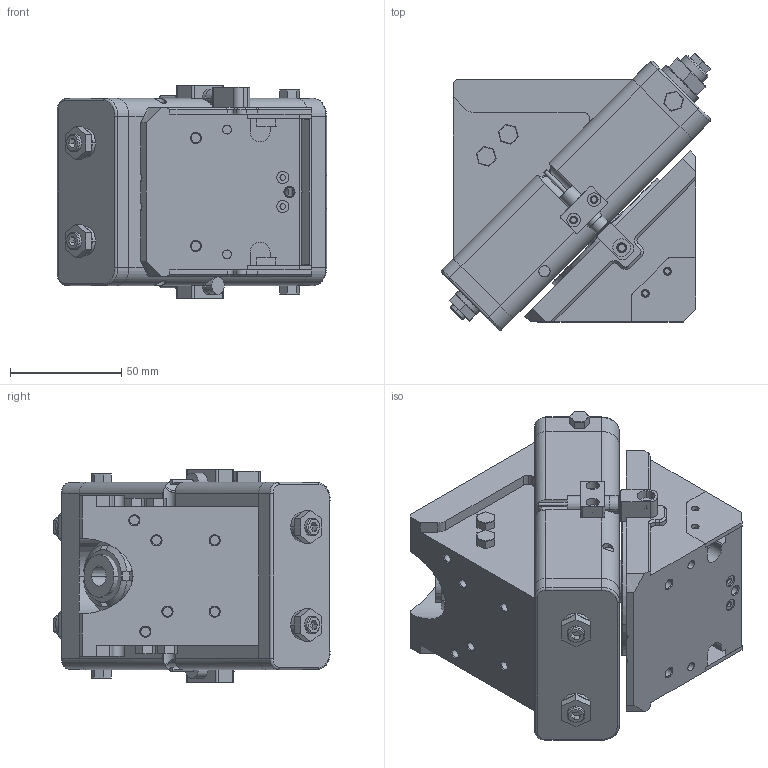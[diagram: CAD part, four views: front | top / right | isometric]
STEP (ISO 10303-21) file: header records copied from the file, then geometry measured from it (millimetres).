
FILE_DESCRIPTION (( 'STEP AP203' ), '1' );
FILE_NAME ('TG25.STEP', '2024-12-18T07:28:24', ( 'USER-' ), ( 'Microsoft' ), 'SwSTEP 2.0', 'SolidWorks 2018', '' );
FILE_SCHEMA (( 'CONFIG_CONTROL_DESIGN' ));
Length unit declared in the file: millimetre
Products named in the file (27): TG25.sldasm-Part-54-1-1; TG25.sldasm-Part-9-1-1; TG25.sldasm-Part-48-1-1; TG25.sldasm-Part-61-1-1; TE40杅耀.sldasm-Part-17-1-1; TG25.sldasm-Part-19-1-1; TG25.sldasm-Part-4-1-1; TG25.sldasm-Part-5-1-1; TG25.sldasm-Part-18-1-1; TG25.sldasm-Part-55-1-1; TG25; 25x12-R3; TG25.sldasm-Part-15-1-1; TG25.sldasm-Part-49-1-1; TG25.sldasm-Part-12-1-1; TG12.sldasm-Part-10-1-1; TG25.sldasm-Part-10-1-1; TG25.sldasm-Part-13-1-1; TG25.sldasm-Part-53-1-1; TG25.sldasm-Part-56-1-1; TG25.sldasm-Part-27-2-1; TE40杅耀.sldasm-Part-2-1-1; YH1412-A-03牉挴蹟譫-1-1; TG25杅耀.sldasm-Part-11; TG25.sldasm-Part-14-1-1; 1412倰遣喳ん彸秶遴-1-1; TG25.sldasm-Part-16-1-1
Assembly tree (32 placements, depth 2):
  TG25
    TG25.sldasm-Part-4-1-1
    TG25.sldasm-Part-5-1-1
    TG25.sldasm-Part-9-1-1
    TG25.sldasm-Part-10-1-1
    TG25.sldasm-Part-12-1-1
    TG25.sldasm-Part-13-1-1
    TG25.sldasm-Part-14-1-1
    TG25.sldasm-Part-15-1-1
    TG25.sldasm-Part-16-1-1  x2
    TG25.sldasm-Part-18-1-1
    TG25.sldasm-Part-19-1-1
    TG25.sldasm-Part-27-2-1
    TG25.sldasm-Part-48-1-1
    TG25.sldasm-Part-49-1-1
    TG25.sldasm-Part-53-1-1
    TG25.sldasm-Part-54-1-1
    TG25.sldasm-Part-55-1-1
    TG25.sldasm-Part-56-1-1
    TG25.sldasm-Part-61-1-1
    1412倰遣喳ん彸秶遴-1-1  x2
    YH1412-A-03牉挴蹟譫-1-1  x2
    TE40杅耀.sldasm-Part-2-1-1  x2
    TE40杅耀.sldasm-Part-17-1-1  x2
    TG12.sldasm-Part-10-1-1  x2
    TG25杅耀.sldasm-Part-11
    25x12-R3
Bounding box: 120.79 x 124.23 x 96 mm (x, y, z)
Volume: 840105.6 mm3; surface area: 137066.5 mm2
Topology: 34 solids, 34 shells, 1340 faces, 3340 edges, 2158 vertices
Faces by surface type: plane 656, cylinder 363, bspline 157, cone 140, torus 24
Entity records: 46315 total; most frequent: CARTESIAN_POINT 13781, ORIENTED_EDGE 6280, DIRECTION 5786, EDGE_CURVE 3140, VERTEX_POINT 2034, AXIS2_PLACEMENT_3D 1937, VECTOR 1912, LINE 1912
